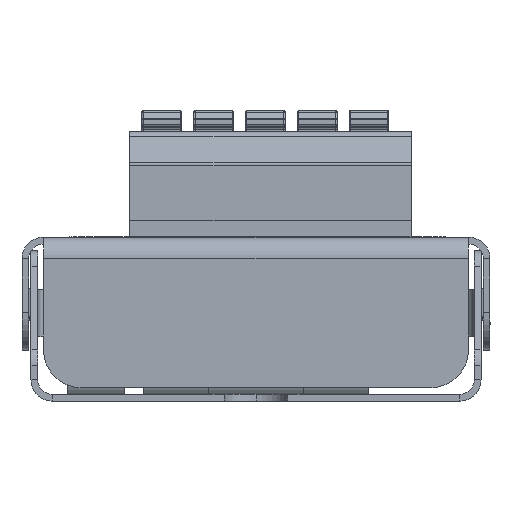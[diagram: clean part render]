
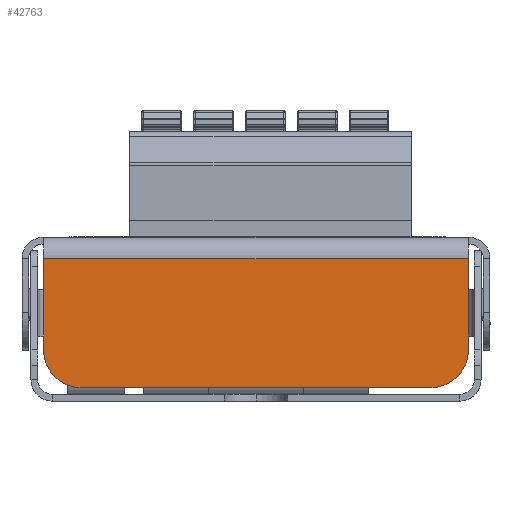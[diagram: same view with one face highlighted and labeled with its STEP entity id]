
A CAD part, left-side view. The second image highlights one B-rep face of the part: STEP entity #42763.
In plain terms, the highlighted planar face has unit normal (-1, 0, 0).
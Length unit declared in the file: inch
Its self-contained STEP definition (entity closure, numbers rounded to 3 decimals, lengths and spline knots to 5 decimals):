
#601 = CARTESIAN_POINT ( 'NONE',  ( -3.57781, 2.52127, 4.77248 ) ) ;
#5325 = VECTOR ( 'NONE', #108413, 39.37008 ) ;
#5984 = EDGE_LOOP ( 'NONE', ( #62239, #95447, #74177, #89507, #110350, #93550 ) ) ;
#6361 = AXIS2_PLACEMENT_3D ( 'NONE', #37821, #102322, #47501 ) ;
#17114 = EDGE_CURVE ( 'NONE', #101415, #81738, #19235, .T. ) ;
#19235 = LINE ( 'NONE', #93926, #117700 ) ;
#24602 = VERTEX_POINT ( 'NONE', #70575 ) ;
#25469 = EDGE_CURVE ( 'NONE', #47297, #81738, #43862, .T. ) ;
#26152 = PLANE ( 'NONE',  #101973 ) ;
#26896 = CARTESIAN_POINT ( 'NONE',  ( -3.57781, 2.42127, 4.67248 ) ) ;
#30850 = CARTESIAN_POINT ( 'NONE',  ( -3.57781, 1.49127, 4.67248 ) ) ;
#33455 = AXIS2_PLACEMENT_3D ( 'NONE', #51125, #69154, #98700 ) ;
#35179 = FACE_OUTER_BOUND ( 'NONE', #5984, .T. ) ;
#37272 = DIRECTION ( 'NONE',  ( 0., 0., 1. ) ) ;
#37821 = CARTESIAN_POINT ( 'NONE',  ( -3.57781, 2.42127, 4.77248 ) ) ;
#42014 = VECTOR ( 'NONE', #97422, 39.37008 ) ;
#42763 = ADVANCED_FACE ( 'NONE', ( #35179 ), #26152, .T. ) ;
#43862 = LINE ( 'NONE', #44457, #5325 ) ;
#44457 = CARTESIAN_POINT ( 'NONE',  ( -3.57781, 1.95627, 5.01521 ) ) ;
#47297 = VERTEX_POINT ( 'NONE', #62670 ) ;
#47462 = LINE ( 'NONE', #77514, #97686 ) ;
#47501 = DIRECTION ( 'NONE',  ( 0., 0., -1. ) ) ;
#51125 = CARTESIAN_POINT ( 'NONE',  ( -3.57781, 1.49127, 4.77248 ) ) ;
#52853 = LINE ( 'NONE', #60699, #42014 ) ;
#56374 = EDGE_CURVE ( 'NONE', #47297, #24602, #47462, .T. ) ;
#60699 = CARTESIAN_POINT ( 'NONE',  ( -3.57781, 2.52127, 4.67248 ) ) ;
#62239 = ORIENTED_EDGE ( 'NONE', *, *, #17114, .F. ) ;
#62670 = CARTESIAN_POINT ( 'NONE',  ( -3.57781, 1.39127, 5.01521 ) ) ;
#69154 = DIRECTION ( 'NONE',  ( -1., 0., 0. ) ) ;
#69750 = VERTEX_POINT ( 'NONE', #30850 ) ;
#70575 = CARTESIAN_POINT ( 'NONE',  ( -3.57781, 1.39127, 4.77248 ) ) ;
#73554 = CARTESIAN_POINT ( 'NONE',  ( -3.57781, 2.52127, 5.01521 ) ) ;
#74177 = ORIENTED_EDGE ( 'NONE', *, *, #87239, .F. ) ;
#74868 = CARTESIAN_POINT ( 'NONE',  ( -3.57781, 1.95627, 5.07248 ) ) ;
#77514 = CARTESIAN_POINT ( 'NONE',  ( -3.57781, 1.39127, 4.67248 ) ) ;
#77751 = CIRCLE ( 'NONE', #33455, 0.1 ) ;
#81738 = VERTEX_POINT ( 'NONE', #73554 ) ;
#84525 = DIRECTION ( 'NONE',  ( -1., 0., 0. ) ) ;
#87239 = EDGE_CURVE ( 'NONE', #69750, #94582, #52853, .T. ) ;
#89507 = ORIENTED_EDGE ( 'NONE', *, *, #91171, .T. ) ;
#91171 = EDGE_CURVE ( 'NONE', #69750, #24602, #77751, .T. ) ;
#93550 = ORIENTED_EDGE ( 'NONE', *, *, #25469, .T. ) ;
#93926 = CARTESIAN_POINT ( 'NONE',  ( -3.57781, 2.52127, 5.05458 ) ) ;
#94582 = VERTEX_POINT ( 'NONE', #26896 ) ;
#95447 = ORIENTED_EDGE ( 'NONE', *, *, #105328, .T. ) ;
#97422 = DIRECTION ( 'NONE',  ( 0., 1., 0. ) ) ;
#97686 = VECTOR ( 'NONE', #104690, 39.37008 ) ;
#98700 = DIRECTION ( 'NONE',  ( 0., 0., -1. ) ) ;
#101415 = VERTEX_POINT ( 'NONE', #601 ) ;
#101973 = AXIS2_PLACEMENT_3D ( 'NONE', #74868, #84525, #112325 ) ;
#102322 = DIRECTION ( 'NONE',  ( -1., 0., 0. ) ) ;
#102478 = CIRCLE ( 'NONE', #6361, 0.1 ) ;
#104690 = DIRECTION ( 'NONE',  ( 0., 0., -1. ) ) ;
#105328 = EDGE_CURVE ( 'NONE', #101415, #94582, #102478, .T. ) ;
#108413 = DIRECTION ( 'NONE',  ( 0., 1., 0. ) ) ;
#110350 = ORIENTED_EDGE ( 'NONE', *, *, #56374, .F. ) ;
#112325 = DIRECTION ( 'NONE',  ( 0., 0., -1. ) ) ;
#117700 = VECTOR ( 'NONE', #37272, 39.37008 ) ;
